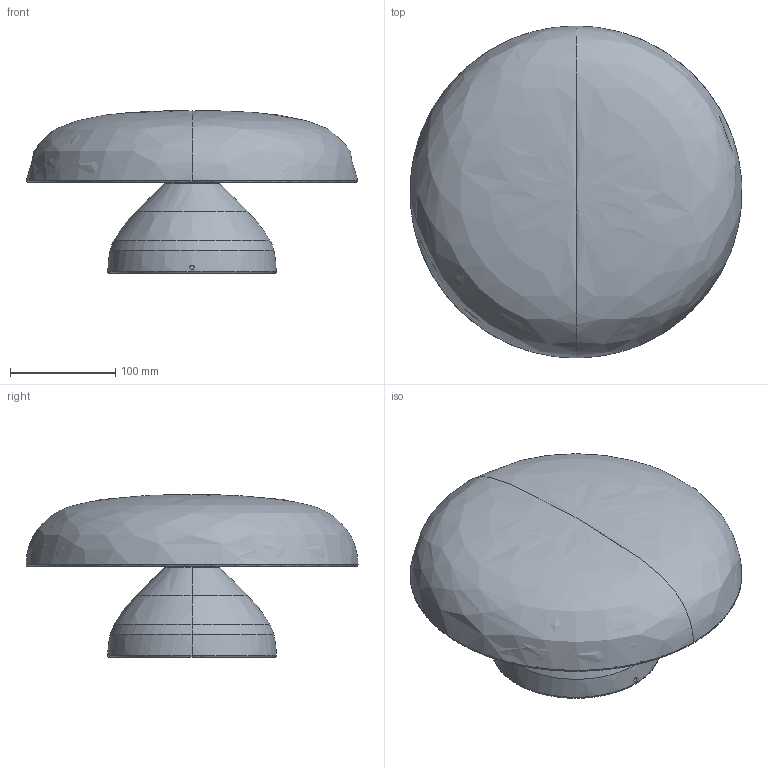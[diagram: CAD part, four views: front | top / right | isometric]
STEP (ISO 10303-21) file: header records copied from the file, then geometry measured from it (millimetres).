
FILE_DESCRIPTION(/* description */ (''),/* implementation_level */ '2;1');
FILE_NAME(/* name */ 'T0503XX_A-KNOP WALL_CEILING - SEMPLIFICATO',/* time_stamp */ '2024-06-17T10:10:01+02:00',/* author */ (''),/* organization */ (''),/* preprocessor_version */ 'ST-DEVELOPER v16.5',/* originating_system */ 'Rhino 7.37',/* authorisation */ '');
FILE_SCHEMA (('AUTOMOTIVE_DESIGN'));
Length unit declared in the file: millimetre
Products named in the file (2): Document; Blocco 01
Assembly tree (1 placements, depth 2):
  Document
    Blocco 01
Bounding box: 314.67 x 314.97 x 154.5 mm (x, y, z)
Surface area: 449701.1 mm2 (no closed solid volume)
Topology: 0 solids, 13 shells, 93 faces, 210 edges, 122 vertices
Faces by surface type: bspline 70, plane 12, cylinder 11
Entity records: 6099 total; most frequent: CARTESIAN_POINT 4110, ORIENTED_EDGE 365, EDGE_CURVE 202, VERTEX_POINT 122, COLOUR_RGB 102, FILL_AREA_STYLE_COLOUR 102, FILL_AREA_STYLE 102, SURFACE_STYLE_FILL_AREA 102
